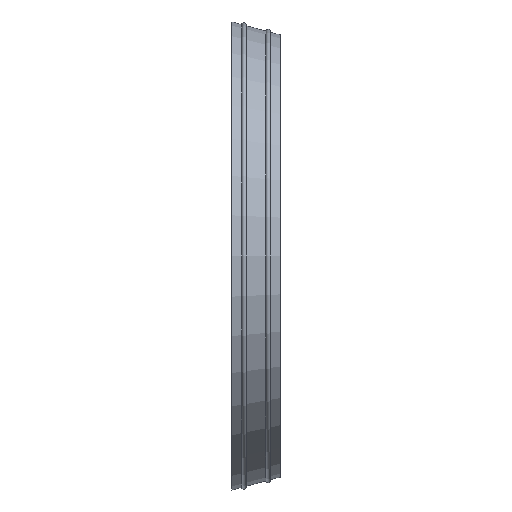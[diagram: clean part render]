
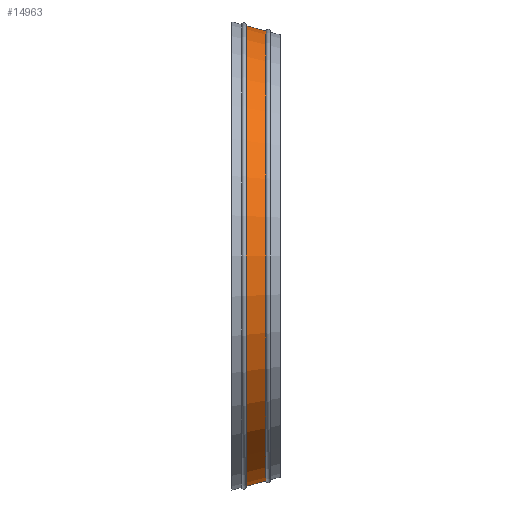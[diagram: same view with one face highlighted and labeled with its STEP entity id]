
A CAD part, front view. The second image highlights one B-rep face of the part: STEP entity #14963.
In plain terms, the highlighted conical face has half-angle 15.003 degrees and reference radius 2397.52 mm.
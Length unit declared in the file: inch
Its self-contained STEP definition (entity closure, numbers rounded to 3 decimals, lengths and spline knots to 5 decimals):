
#4441=CARTESIAN_POINT('',(4.03409,0.,0.));
#4442=DIRECTION('',(1.,0.,0.));
#4443=DIRECTION('',(0.,0.,1.));
#4444=AXIS2_PLACEMENT_3D('',#4441,#4442,#4443);
#4449=CARTESIAN_POINT('',(-4.03409,0.,0.));
#4450=DIRECTION('',(1.,0.,0.));
#4451=DIRECTION('',(0.,0.,1.));
#4452=AXIS2_PLACEMENT_3D('',#4449,#4450,#4451);
#4457=DIRECTION('',(0.966,0.,-0.259));
#4458=VECTOR('',#4457,8.35289);
#4459=CARTESIAN_POINT('',(-4.03409,0.,95.47171));
#4460=LINE('',#4459,#4458);
#4472=DIRECTION('',(0.966,0.,0.259));
#4473=VECTOR('',#4472,8.35289);
#4474=CARTESIAN_POINT('',(-4.03409,0.,
-95.47171));
#4475=LINE('',#4474,#4473);
#12141=CARTESIAN_POINT('',(-4.03409,0.,95.47171));
#12142=VERTEX_POINT('',#12141);
#12143=CARTESIAN_POINT('',(4.03409,0.,93.30944));
#12144=VERTEX_POINT('',#12143);
#12153=CARTESIAN_POINT('',(-4.03409,0.,
-95.47171));
#12154=VERTEX_POINT('',#12153);
#12155=CARTESIAN_POINT('',(4.03409,0.,
-93.30944));
#12156=VERTEX_POINT('',#12155);
#14949=CARTESIAN_POINT('',(0.,0.,0.));
#14950=DIRECTION('',(-1.,0.,0.));
#14951=DIRECTION('',(0.,0.,-1.));
#14952=AXIS2_PLACEMENT_3D('',#14949,#14950,#14951);
#14953=CONICAL_SURFACE('',#14952,94.39058,15.003);
#14955=ORIENTED_EDGE('',*,*,#14954,.T.);
#14956=ORIENTED_EDGE('',*,*,#14937,.T.);
#14958=ORIENTED_EDGE('',*,*,#14957,.F.);
#14960=ORIENTED_EDGE('',*,*,#14959,.F.);
#14961=EDGE_LOOP('',(#14955,#14956,#14958,#14960));
#14962=FACE_OUTER_BOUND('',#14961,.F.);
#4445=CIRCLE('',#4444,93.30944);
#4453=CIRCLE('',#4452,95.47171);
#14937=EDGE_CURVE('',#12144,#12156,#4445,.T.);
#14954=EDGE_CURVE('',#12142,#12144,#4460,.T.);
#14957=EDGE_CURVE('',#12154,#12156,#4475,.T.);
#14959=EDGE_CURVE('',#12142,#12154,#4453,.T.);
#14963=ADVANCED_FACE('',(#14962),#14953,.T.);
